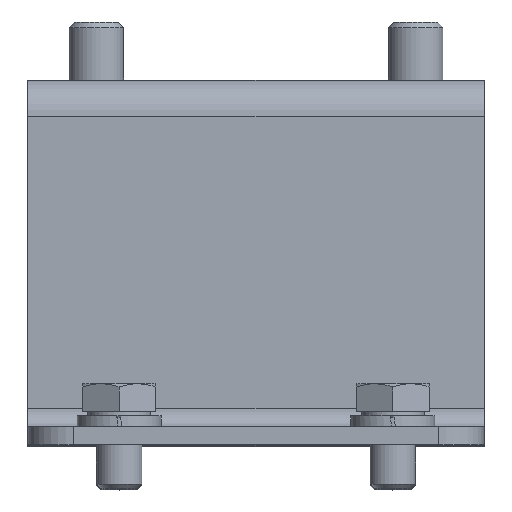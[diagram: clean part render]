
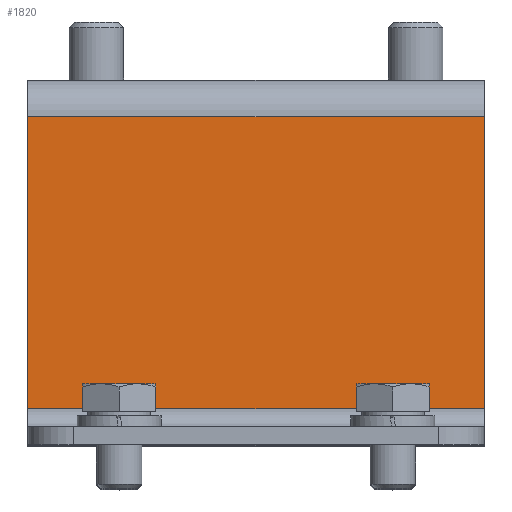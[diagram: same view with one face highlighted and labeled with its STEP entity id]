
A CAD part, top view. The second image highlights one B-rep face of the part: STEP entity #1820.
In plain terms, the highlighted planar face has unit normal (0, 0, 1).
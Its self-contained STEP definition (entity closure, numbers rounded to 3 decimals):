
#214=LINE('',#2946,#368);
#215=LINE('',#2950,#369);
#216=LINE('',#2952,#370);
#217=LINE('',#2954,#371);
#368=VECTOR('',#2359,1000.);
#369=VECTOR('',#2364,1000.);
#370=VECTOR('',#2365,1000.);
#371=VECTOR('',#2366,1000.);
#588=ORIENTED_EDGE('',*,*,#1069,.T.);
#589=ORIENTED_EDGE('',*,*,#1070,.F.);
#590=ORIENTED_EDGE('',*,*,#1071,.F.);
#591=ORIENTED_EDGE('',*,*,#1067,.T.);
#1067=EDGE_CURVE('',#1300,#1299,#214,.T.);
#1069=EDGE_CURVE('',#1299,#1301,#215,.T.);
#1070=EDGE_CURVE('',#1302,#1301,#216,.T.);
#1071=EDGE_CURVE('',#1300,#1302,#217,.T.);
#1299=VERTEX_POINT('',#2945);
#1300=VERTEX_POINT('',#2947);
#1301=VERTEX_POINT('',#2951);
#1302=VERTEX_POINT('',#2953);
#1495=EDGE_LOOP('',(#588,#589,#590,#591));
#1635=FACE_BOUND('',#1495,.T.);
#1750=PLANE('',#2032);
#1820=ADVANCED_FACE('',(#1635),#1750,.F.);
#2032=AXIS2_PLACEMENT_3D('',#2949,#2362,#2363);
#2359=DIRECTION('',(-1.,0.,0.));
#2362=DIRECTION('',(0.,0.,-1.));
#2363=DIRECTION('',(-1.,0.,0.));
#2364=DIRECTION('',(0.,-1.,0.));
#2365=DIRECTION('',(-1.,0.,0.));
#2366=DIRECTION('',(0.,-1.,0.));
#2945=CARTESIAN_POINT('',(-25.,36.,31.5));
#2946=CARTESIAN_POINT('',(25.,36.,31.5));
#2947=CARTESIAN_POINT('',(25.,36.,31.5));
#2949=CARTESIAN_POINT('',(25.,36.,31.5));
#2950=CARTESIAN_POINT('',(-25.,36.,31.5));
#2951=CARTESIAN_POINT('',(-25.,4.,31.5));
#2952=CARTESIAN_POINT('',(25.,4.,31.5));
#2953=CARTESIAN_POINT('',(25.,4.,31.5));
#2954=CARTESIAN_POINT('',(25.,36.,31.5));
